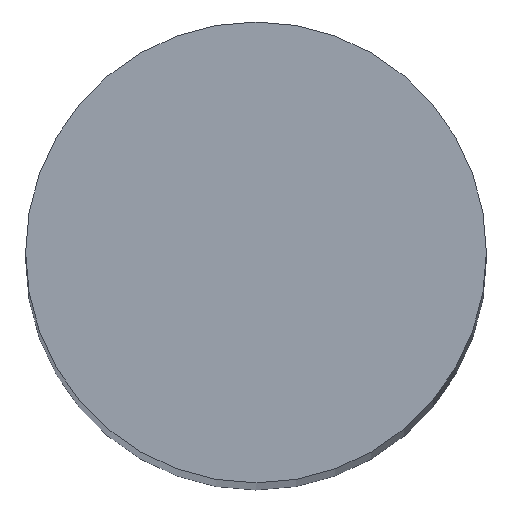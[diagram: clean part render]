
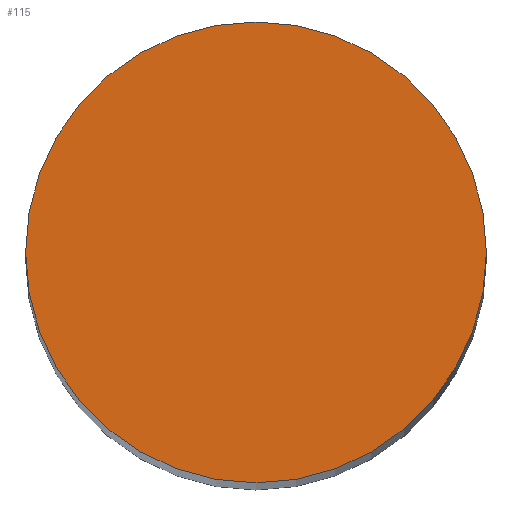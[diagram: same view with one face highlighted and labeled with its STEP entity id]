
A CAD part, top view. The second image highlights one B-rep face of the part: STEP entity #115.
In plain terms, the highlighted planar face has unit normal (0, 0, 1).
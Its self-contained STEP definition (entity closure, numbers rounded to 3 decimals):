
#2 = CARTESIAN_POINT ( 'NONE',  ( 0., 0., 0. ) ) ;
#8 = EDGE_CURVE ( 'NONE', #9, #110, #16, .T. ) ;
#9 = VERTEX_POINT ( 'NONE', #47 ) ;
#16 = CIRCLE ( 'NONE', #122, 2.5 ) ;
#24 = ORIENTED_EDGE ( 'NONE', *, *, #8, .T. ) ;
#25 = CARTESIAN_POINT ( 'NONE',  ( 0., 0., 0. ) ) ;
#26 = DIRECTION ( 'NONE',  ( 1., 0., 0. ) ) ;
#27 = CIRCLE ( 'NONE', #105, 2.5 ) ;
#33 = EDGE_CURVE ( 'NONE', #110, #9, #27, .T. ) ;
#34 = DIRECTION ( 'NONE',  ( 1., 0., 0. ) ) ;
#47 = CARTESIAN_POINT ( 'NONE',  ( 2.5, 0., 0. ) ) ;
#53 = AXIS2_PLACEMENT_3D ( 'NONE', #25, #98, #26 ) ;
#56 = ORIENTED_EDGE ( 'NONE', *, *, #33, .T. ) ;
#75 = CARTESIAN_POINT ( 'NONE',  ( -2.5, 0., 0. ) ) ;
#81 = DIRECTION ( 'NONE',  ( 1., 0., 0. ) ) ;
#83 = DIRECTION ( 'NONE',  ( 0., 0., 1. ) ) ;
#91 = DIRECTION ( 'NONE',  ( 0., 0., 1. ) ) ;
#92 = CARTESIAN_POINT ( 'NONE',  ( 0., 0., 0. ) ) ;
#98 = DIRECTION ( 'NONE',  ( 0., 0., -1. ) ) ;
#105 = AXIS2_PLACEMENT_3D ( 'NONE', #2, #83, #34 ) ;
#110 = VERTEX_POINT ( 'NONE', #75 ) ;
#111 = EDGE_LOOP ( 'NONE', ( #56, #24 ) ) ;
#115 = ADVANCED_FACE ( 'NONE', ( #123 ), #116, .F. ) ;
#116 = PLANE ( 'NONE',  #53 ) ;
#122 = AXIS2_PLACEMENT_3D ( 'NONE', #92, #91, #81 ) ;
#123 = FACE_OUTER_BOUND ( 'NONE', #111, .T. ) ;
